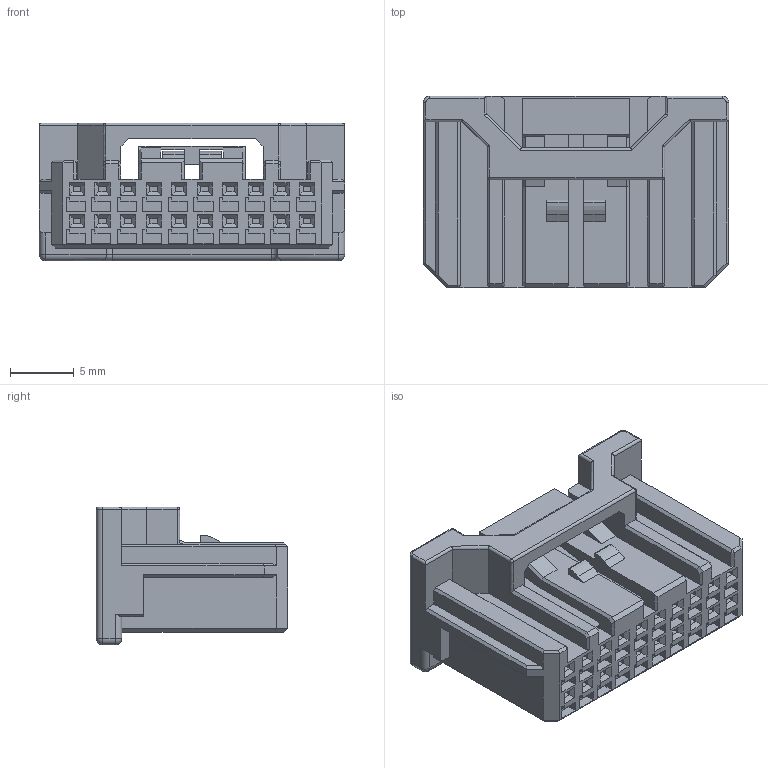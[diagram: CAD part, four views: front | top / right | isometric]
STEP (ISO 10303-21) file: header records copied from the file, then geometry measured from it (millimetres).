
FILE_DESCRIPTION( ('This file contains a STEP AP42 implementation' ,'as created by ZW3D STEP Interface translator.') ,'2;1' );
FILE_NAME( '72025-2FC020AN00BA1W.step' ,'23 1 9.161422', (''), ('ZWCAD Software Co.'), 'Version 1.0', 'ZW3D to STEP translator', '' );
FILE_SCHEMA(('CONFIG_CONTROL_DESIGN'));
Length unit declared in the file: millimetre
Products named in the file (1): 0
Bounding box: 23.9 x 15 x 10.8 mm (x, y, z)
Volume: 2156.9 mm3; surface area: 2360.9 mm2
Topology: 1 solids, 1 shells, 1067 faces, 2763 edges, 1781 vertices
Faces by surface type: plane 934, cylinder 71, bspline 52, sphere 6, torus 4
Full cylindrical faces by diameter (mm): 0.4 x2, 3 x1
Entity records: 32079 total; most frequent: CARTESIAN_POINT 6348, ORIENTED_EDGE 5526, DIRECTION 4781, EDGE_CURVE 2763, VECTOR 2517, LINE 2517, VERTEX_POINT 1781, EDGE_LOOP 1162
